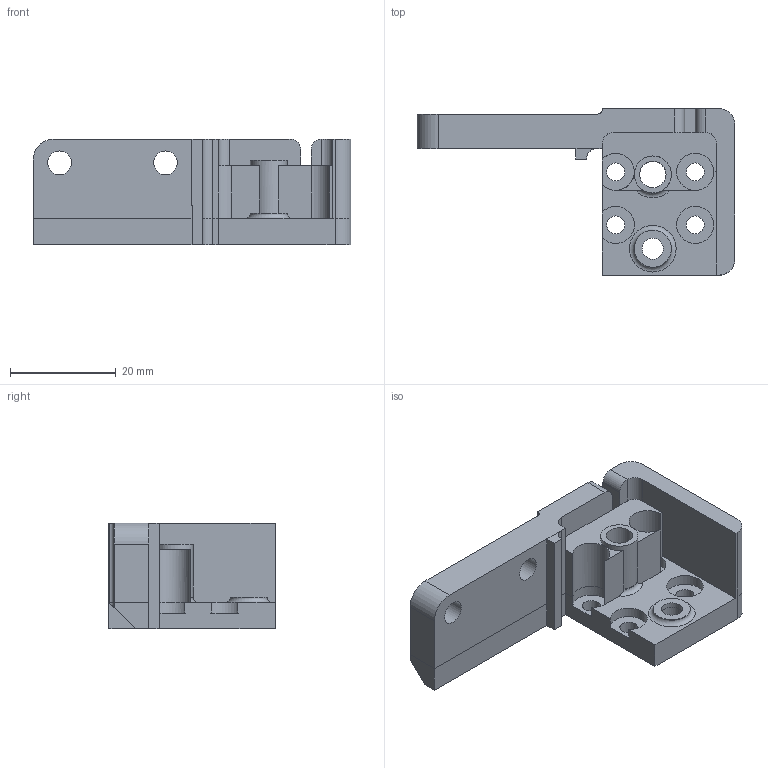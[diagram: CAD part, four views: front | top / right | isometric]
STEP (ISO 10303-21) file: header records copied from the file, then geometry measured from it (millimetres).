
FILE_DESCRIPTION(('FreeCAD Model'),'2;1');
FILE_NAME('Open CASCADE Shape Model','2023-11-02T09:41:53',(''),(''), 'Open CASCADE STEP processor 7.6','FreeCAD','Unknown');
FILE_SCHEMA(('AUTOMOTIVE_DESIGN { 1 0 10303 214 1 1 1 1 }'));
Length unit declared in the file: millimetre
Products named in the file (1): y_carriage_v2_right_mirrored
Bounding box: 60 x 31.4 x 20 mm (x, y, z)
Volume: 11809.2 mm3; surface area: 6541.2 mm2
Topology: 1 solids, 1 shells, 83 faces, 212 edges, 133 vertices
Faces by surface type: plane 48, cylinder 33, torus 2
Full cylindrical faces by diameter (mm): 3.4 x4, 4 x2, 4.5 x2, 5 x3, 7 x4
Entity records: 5617 total; most frequent: CARTESIAN_POINT 1308, DIRECTION 819, LINE 508, VECTOR 508, ORIENTED_EDGE 424, PCURVE 424, DEFINITIONAL_REPRESENTATION 424, EDGE_CURVE 212
